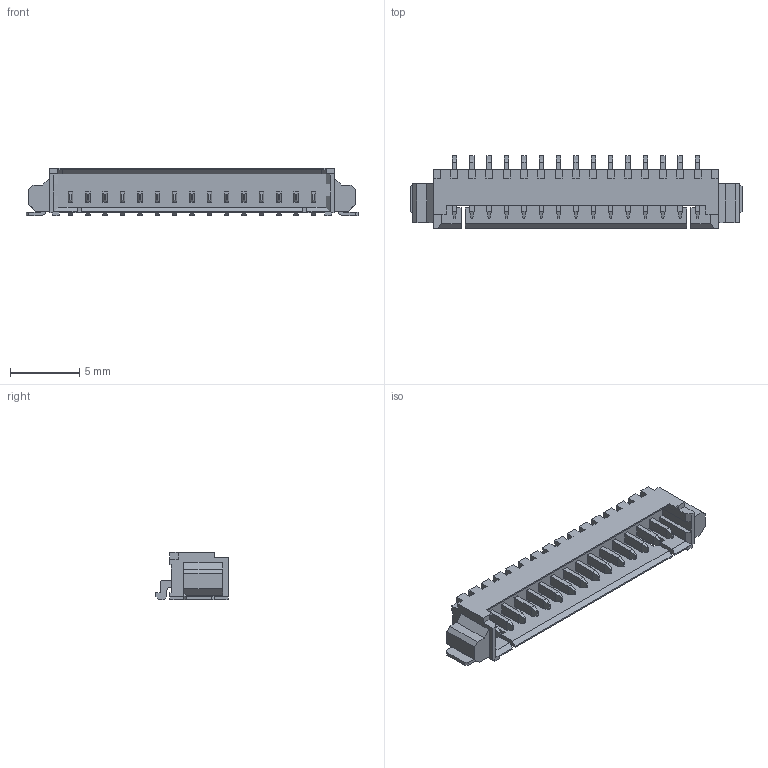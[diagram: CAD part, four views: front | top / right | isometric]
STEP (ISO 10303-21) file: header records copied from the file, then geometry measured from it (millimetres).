
FILE_DESCRIPTION (( 'STEP AP214' ), '1' );
FILE_NAME ('532611571.STEP', '2021-11-24T20:38:02', ( 'AVRASM1234' ), ( '' ), 'SwSTEP 2.0', 'SolidWorks 2017', '' );
FILE_SCHEMA (( 'AUTOMOTIVE_DESIGN' ));
Length unit declared in the file: millimetre
Products named in the file (1): 532611571
Bounding box: 23.9 x 5.2 x 3.4 mm (x, y, z)
Volume: 143.5 mm3; surface area: 666.4 mm2
Topology: 18 solids, 18 shells, 696 faces, 1902 edges, 1244 vertices
Faces by surface type: plane 658, cylinder 38
Entity records: 25865 total; most frequent: CARTESIAN_POINT 3843, ORIENTED_EDGE 3804, DIRECTION 3372, EDGE_CURVE 1902, VECTOR 1826, LINE 1826, VERTEX_POINT 1244, AXIS2_PLACEMENT_3D 773
